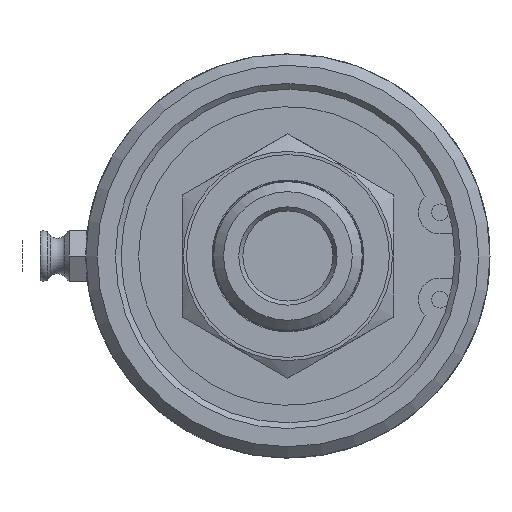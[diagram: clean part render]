
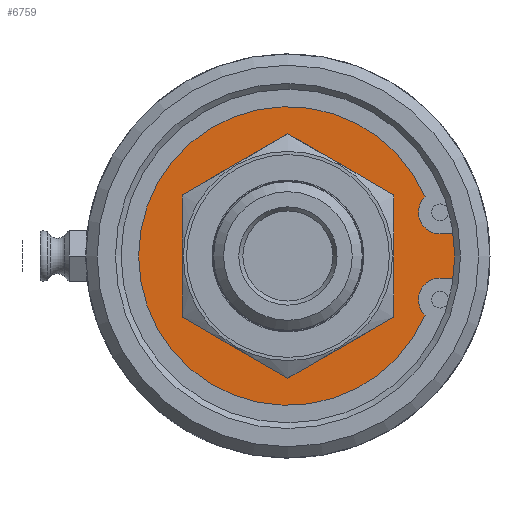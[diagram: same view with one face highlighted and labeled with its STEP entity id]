
A CAD part, left-side view. The second image highlights one B-rep face of the part: STEP entity #6759.
In plain terms, the highlighted planar face has unit normal (-1, 0, 0).
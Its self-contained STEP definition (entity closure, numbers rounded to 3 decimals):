
#107=FACE_BOUND('',#1906,.T.);
#580=LINE('',#14793,#952);
#585=LINE('',#14811,#957);
#952=VECTOR('',#8195,10.);
#957=VECTOR('',#8210,10.);
#1138=PLANE('',#7231);
#1485=FACE_OUTER_BOUND('',#1905,.T.);
#1905=EDGE_LOOP('',(#6033,#6034,#6035,#6036,#6037,#6038));
#1906=EDGE_LOOP('',(#6039,#6040));
#2451=CIRCLE('',#7109,13.9);
#2452=CIRCLE('',#7110,13.9);
#2461=CIRCLE('',#7125,3.048);
#2462=CIRCLE('',#7127,3.048);
#2463=CIRCLE('',#7129,21.057);
#2519=CIRCLE('',#7232,25.375);
#3090=VERTEX_POINT('',#14763);
#3091=VERTEX_POINT('',#14764);
#3101=VERTEX_POINT('',#14790);
#3102=VERTEX_POINT('',#14792);
#3106=VERTEX_POINT('',#14808);
#3107=VERTEX_POINT('',#14810);
#3108=VERTEX_POINT('',#14814);
#3109=VERTEX_POINT('',#14818);
#4006=EDGE_CURVE('',#3090,#3091,#2451,.T.);
#4007=EDGE_CURVE('',#3091,#3090,#2452,.T.);
#4019=EDGE_CURVE('',#3102,#3101,#580,.T.);
#4027=EDGE_CURVE('',#3107,#3106,#585,.T.);
#4029=EDGE_CURVE('',#3108,#3102,#2461,.T.);
#4031=EDGE_CURVE('',#3106,#3109,#2462,.T.);
#4033=EDGE_CURVE('',#3109,#3108,#2463,.T.);
#4133=EDGE_CURVE('',#3101,#3107,#2519,.T.);
#6033=ORIENTED_EDGE('',*,*,#4019,.T.);
#6034=ORIENTED_EDGE('',*,*,#4133,.T.);
#6035=ORIENTED_EDGE('',*,*,#4027,.T.);
#6036=ORIENTED_EDGE('',*,*,#4031,.T.);
#6037=ORIENTED_EDGE('',*,*,#4033,.T.);
#6038=ORIENTED_EDGE('',*,*,#4029,.T.);
#6039=ORIENTED_EDGE('',*,*,#4006,.T.);
#6040=ORIENTED_EDGE('',*,*,#4007,.T.);
#6759=ADVANCED_FACE('',(#1485,#107),#1138,.F.);
#7109=AXIS2_PLACEMENT_3D('',#14765,#8171,#8172);
#7110=AXIS2_PLACEMENT_3D('',#14766,#8173,#8174);
#7125=AXIS2_PLACEMENT_3D('',#14815,#8214,#8215);
#7127=AXIS2_PLACEMENT_3D('',#14819,#8219,#8220);
#7129=AXIS2_PLACEMENT_3D('',#14822,#8224,#8225);
#7231=AXIS2_PLACEMENT_3D('',#15043,#8470,#8471);
#7232=AXIS2_PLACEMENT_3D('',#15044,#8472,#8473);
#8171=DIRECTION('center_axis',(1.,0.,0.));
#8172=DIRECTION('ref_axis',(0.,1.,0.));
#8173=DIRECTION('center_axis',(1.,0.,0.));
#8174=DIRECTION('ref_axis',(0.,1.,0.));
#8195=DIRECTION('',(0.,-1.,0.));
#8210=DIRECTION('',(0.,1.,0.));
#8214=DIRECTION('center_axis',(1.,0.,0.));
#8215=DIRECTION('ref_axis',(0.,0.,1.));
#8219=DIRECTION('center_axis',(1.,0.,0.));
#8220=DIRECTION('ref_axis',(0.,-0.961,0.276));
#8224=DIRECTION('center_axis',(-1.,0.,0.));
#8225=DIRECTION('ref_axis',(0.,0.,-1.));
#8470=DIRECTION('center_axis',(1.,0.,0.));
#8471=DIRECTION('ref_axis',(0.,0.,-1.));
#8472=DIRECTION('center_axis',(-1.,0.,0.));
#8473=DIRECTION('ref_axis',(0.,1.,0.));
#14763=CARTESIAN_POINT('',(3.978,13.9,0.));
#14764=CARTESIAN_POINT('',(3.978,-13.9,0.));
#14765=CARTESIAN_POINT('Origin',(3.978,0.,0.));
#14766=CARTESIAN_POINT('Origin',(3.978,0.,0.));
#14790=CARTESIAN_POINT('',(3.978,-25.184,-3.112));
#14792=CARTESIAN_POINT('',(3.978,-21.461,-3.112));
#14793=CARTESIAN_POINT('',(3.978,-3.137,-3.112));
#14808=CARTESIAN_POINT('',(3.978,-21.461,3.112));
#14810=CARTESIAN_POINT('',(3.978,-25.184,3.112));
#14811=CARTESIAN_POINT('',(3.978,-1.275,3.112));
#14814=CARTESIAN_POINT('',(3.978,-19.334,-8.343));
#14815=CARTESIAN_POINT('Origin',(3.978,-21.461,-6.16));
#14818=CARTESIAN_POINT('',(3.978,-19.334,8.343));
#14819=CARTESIAN_POINT('Origin',(3.978,-21.461,6.16));
#14822=CARTESIAN_POINT('Origin',(3.978,0.,0.));
#15043=CARTESIAN_POINT('Origin',(3.978,18.91,0.));
#15044=CARTESIAN_POINT('Origin',(3.978,0.,0.));
